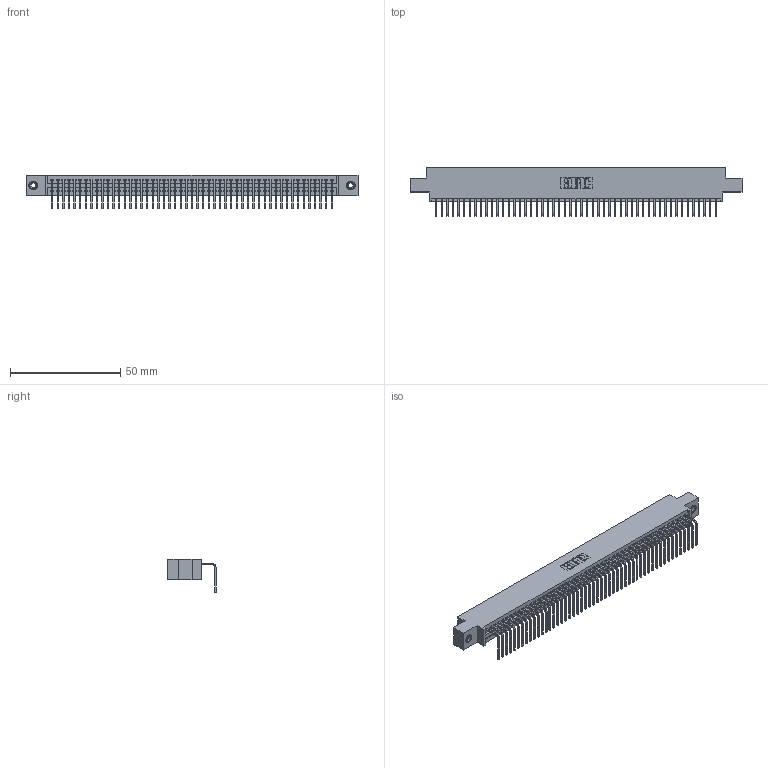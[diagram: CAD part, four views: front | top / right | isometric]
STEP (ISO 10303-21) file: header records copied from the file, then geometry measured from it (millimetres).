
FILE_DESCRIPTION (( 'STEP AP203' ), '1' );
FILE_NAME ('395-051-558-608.STEP', '2018-11-20T20:01:18', ( '' ), ( '' ), 'SwSTEP 2.0', 'SolidWorks 2016', '' );
FILE_SCHEMA (( 'CONFIG_CONTROL_DESIGN' ));
Length unit declared in the file: inch
Products named in the file (4): 345-250-001_345-250-003-102; 345 Part_0.170 Offset - 0.156 Dia-TI; 395-051-558-608; 345-292-001_558 Tail - 2
Assembly tree (54 placements, depth 2):
  395-051-558-608
    345 Part_0.170 Offset - 0.156 Dia-TI
    345-292-001_558 Tail - 2  x51
    345-250-001_345-250-003-102  x2
Bounding box: 150.75 x 21.83 x 15.37 mm (x, y, z)
Volume: 14442 mm3; surface area: 20458.6 mm2
Topology: 54 solids, 54 shells, 3250 faces, 9771 edges, 6438 vertices
Faces by surface type: plane 2258, cylinder 976, cone 12, torus 4
Entity records: 38574 total; most frequent: CARTESIAN_POINT 6664, ORIENTED_EDGE 6642, DIRECTION 5833, EDGE_CURVE 3321, VECTOR 2965, LINE 2965, VERTEX_POINT 2208, AXIS2_PLACEMENT_3D 1434
